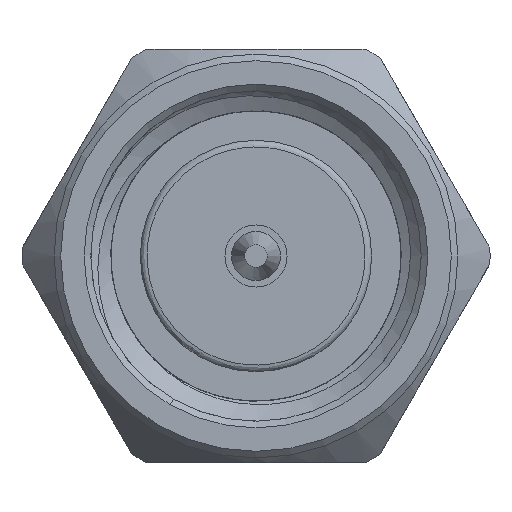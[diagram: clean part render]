
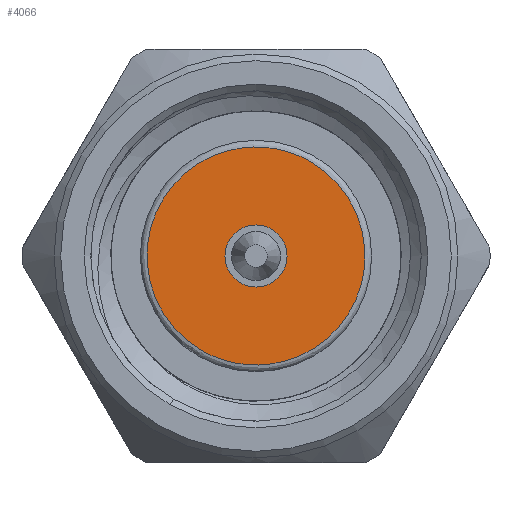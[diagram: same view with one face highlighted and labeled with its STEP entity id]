
A CAD part, left-side view. The second image highlights one B-rep face of the part: STEP entity #4066.
In plain terms, the highlighted planar face has unit normal (-1, 0, 0).
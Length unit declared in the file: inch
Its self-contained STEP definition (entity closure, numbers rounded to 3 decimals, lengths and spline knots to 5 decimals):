
#270 = ORIENTED_EDGE ( 'NONE', *, *, #1342, .F. ) ;
#342 = VERTEX_POINT ( 'NONE', #510 ) ;
#510 = CARTESIAN_POINT ( 'NONE',  ( 0.1, -0.04125, 0.07145 ) ) ;
#562 = EDGE_CURVE ( 'NONE', #3246, #3246, #571, .T. ) ;
#571 = CIRCLE ( 'NONE', #1133, 0.0235 ) ;
#791 = CARTESIAN_POINT ( 'NONE',  ( 0.1, 0., 0. ) ) ;
#850 = CARTESIAN_POINT ( 'NONE',  ( 0.1, -0.04125, 0.07145 ) ) ;
#970 = CARTESIAN_POINT ( 'NONE',  ( 0.1, -0.10164, -0.15395 ) ) ;
#1133 = AXIS2_PLACEMENT_3D ( 'NONE', #1876, #1897, #4656 ) ;
#1209 = FACE_OUTER_BOUND ( 'NONE', #2662, .T. ) ;
#1254 = CARTESIAN_POINT ( 'NONE',  ( 0.1, -0.18414, -0.01105 ) ) ;
#1342 = EDGE_CURVE ( 'NONE', #3024, #342, #4158, .T. ) ;
#1393 = CARTESIAN_POINT ( 'NONE',  ( 0.1, 0.04125, -0.07145 ) ) ;
#1430 = EDGE_CURVE ( 'NONE', #342, #3024, #4311, .T. ) ;
#1741 = PLANE ( 'NONE',  #3745 ) ;
#1876 = CARTESIAN_POINT ( 'NONE',  ( 0.1, 0., 0. ) ) ;
#1897 = DIRECTION ( 'NONE',  ( -1., 0., 0. ) ) ;
#2205 = EDGE_LOOP ( 'NONE', ( #4809 ) ) ;
#2573 = DIRECTION ( 'NONE',  ( 0., 0.5, -0.866 ) ) ;
#2662 = EDGE_LOOP ( 'NONE', ( #270, #3591 ) ) ;
#3001 = CARTESIAN_POINT ( 'NONE',  ( 0.1, 0.04125, -0.07145 ) ) ;
#3024 = VERTEX_POINT ( 'NONE', #3001 ) ;
#3246 = VERTEX_POINT ( 'NONE', #4388 ) ;
#3591 = ORIENTED_EDGE ( 'NONE', *, *, #1430, .F. ) ;
#3745 = AXIS2_PLACEMENT_3D ( 'NONE', #791, #4627, #2573 ) ;
#4066 = ADVANCED_FACE ( 'NONE', ( #4485, #1209 ), #1741, .F. ) ;
#4158 =( BOUNDED_CURVE ( )  B_SPLINE_CURVE ( 3, ( #4446, #4499, #4832, #4886 ),
 .UNSPECIFIED., .F., .T. ) 
 B_SPLINE_CURVE_WITH_KNOTS ( ( 4, 4 ),
 ( 0., 1. ),
 .UNSPECIFIED. ) 
 CURVE ( )  GEOMETRIC_REPRESENTATION_ITEM ( )  RATIONAL_B_SPLINE_CURVE ( ( 1., 0.333, 0.333, 1. ) ) 
 REPRESENTATION_ITEM ( '' )  );
#4311 =( BOUNDED_CURVE ( )  B_SPLINE_CURVE ( 3, ( #850, #1254, #970, #1393 ),
 .UNSPECIFIED., .F., .T. ) 
 B_SPLINE_CURVE_WITH_KNOTS ( ( 4, 4 ),
 ( 0., 1. ),
 .UNSPECIFIED. ) 
 CURVE ( )  GEOMETRIC_REPRESENTATION_ITEM ( )  RATIONAL_B_SPLINE_CURVE ( ( 1., 0.333, 0.333, 1. ) ) 
 REPRESENTATION_ITEM ( '' )  );
#4388 = CARTESIAN_POINT ( 'NONE',  ( 0.1, 0.01175, -0.02035 ) ) ;
#4446 = CARTESIAN_POINT ( 'NONE',  ( 0.1, 0.04125, -0.07145 ) ) ;
#4485 = FACE_BOUND ( 'NONE', #2205, .T. ) ;
#4499 = CARTESIAN_POINT ( 'NONE',  ( 0.1, 0.18414, 0.01105 ) ) ;
#4627 = DIRECTION ( 'NONE',  ( 1., 0., 0. ) ) ;
#4656 = DIRECTION ( 'NONE',  ( 0., 0.5, -0.866 ) ) ;
#4809 = ORIENTED_EDGE ( 'NONE', *, *, #562, .F. ) ;
#4832 = CARTESIAN_POINT ( 'NONE',  ( 0.1, 0.10164, 0.15395 ) ) ;
#4886 = CARTESIAN_POINT ( 'NONE',  ( 0.1, -0.04125, 0.07145 ) ) ;
